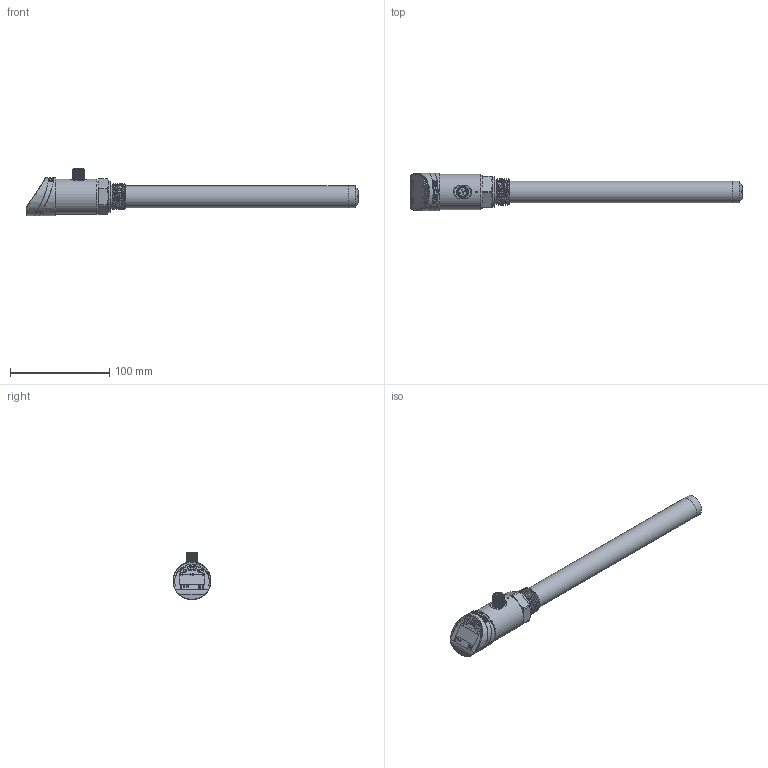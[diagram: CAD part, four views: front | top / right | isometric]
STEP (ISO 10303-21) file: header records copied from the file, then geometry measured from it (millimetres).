
FILE_DESCRIPTION(/* description */ (''),/* implementation_level */ '2;1');
FILE_NAME(/* name */ '（3D）LS590-G34ML250-G34外螺纹-探杆长度含螺纹250mm.stp',/* time_stamp */ '2023-09-22T11:23:25+08:00',/* author */ (''),/* organization */ (''),/* preprocessor_version */ 'ST-DEVELOPER v16.7',/* originating_system */ 'SIEMENS PLM Software NX 12.0',/* authorisation */ '');
FILE_SCHEMA (('AUTOMOTIVE_DESIGN { 1 0 10303 214 3 1 1 1 }'));
Length unit declared in the file: millimetre
Products named in the file (1): Mayn37081C94d48g
Bounding box: 335 x 38 x 47.7 mm (x, y, z)
Volume: 59986.5 mm3; surface area: 61277.8 mm2
Topology: 9 solids, 12 shells, 772 faces, 1999 edges, 1295 vertices
Faces by surface type: plane 322, cylinder 147, extrusion 119, cone 81, bspline 52, torus 30, sphere 21
Full cylindrical faces by diameter (mm): 1.689 x1, 2 x5, 2.7 x6, 3.5 x3, 15.5 x1, 18 x2, 19.1 x1, 19.5 x1, 22 x2, 23 x3, 24 x1, 26 x1, 26.1 x4, 29.3 x1, 31 x1, 31.7 x1, 32 x1, 33 x1, 34.5 x1, 35.5 x2
Entity records: 32375 total; most frequent: CARTESIAN_POINT 14710, ORIENTED_EDGE 3728, DIRECTION 3256, EDGE_CURVE 1864, VERTEX_POINT 1254, AXIS2_PLACEMENT_3D 1155, VECTOR 946, EDGE_LOOP 934
